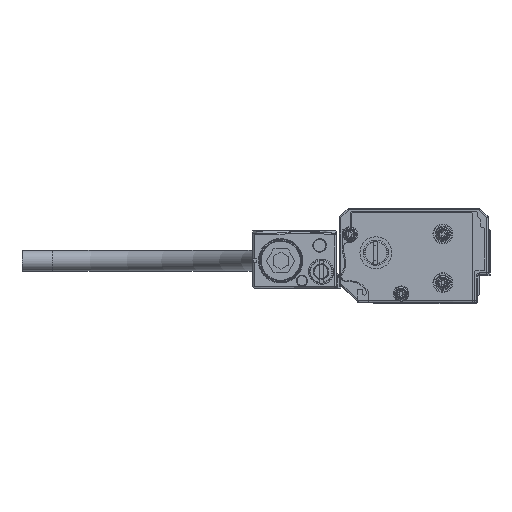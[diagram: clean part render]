
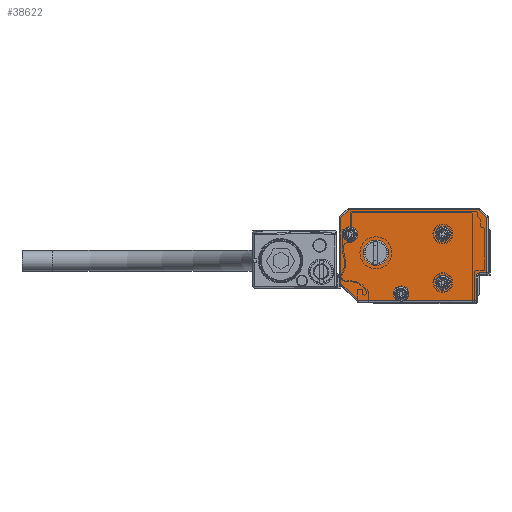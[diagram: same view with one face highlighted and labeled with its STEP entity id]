
A CAD part, left-side view. The second image highlights one B-rep face of the part: STEP entity #38622.
In plain terms, the highlighted planar face has unit normal (-1, 0, 0).
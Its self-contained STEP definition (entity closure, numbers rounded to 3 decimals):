
#38407=AXIS2_PLACEMENT_3D('Circle Axis2P3D',#38405,#38406,$) ;
#38435=AXIS2_PLACEMENT_3D('Circle Axis2P3D',#38433,#38434,$) ;
#38450=AXIS2_PLACEMENT_3D('Plane Axis2P3D',#38447,#38448,#38449) ;
#38454=AXIS2_PLACEMENT_3D('Circle Axis2P3D',#38452,#38453,$) ;
#38461=AXIS2_PLACEMENT_3D('Circle Axis2P3D',#38459,#38460,$) ;
#38468=AXIS2_PLACEMENT_3D('Circle Axis2P3D',#38466,#38467,$) ;
#38480=AXIS2_PLACEMENT_3D('Circle Axis2P3D',#38478,#38479,$) ;
#38552=AXIS2_PLACEMENT_3D('Circle Axis2P3D',#38550,#38551,$) ;
#38561=AXIS2_PLACEMENT_3D('Circle Axis2P3D',#38559,#38560,$) ;
#38570=AXIS2_PLACEMENT_3D('Circle Axis2P3D',#38568,#38569,$) ;
#38579=AXIS2_PLACEMENT_3D('Circle Axis2P3D',#38577,#38578,$) ;
#38588=AXIS2_PLACEMENT_3D('Circle Axis2P3D',#38586,#38587,$) ;
#38597=AXIS2_PLACEMENT_3D('Circle Axis2P3D',#38595,#38596,$) ;
#38606=AXIS2_PLACEMENT_3D('Circle Axis2P3D',#38604,#38605,$) ;
#38615=AXIS2_PLACEMENT_3D('Circle Axis2P3D',#38613,#38614,$) ;
#33245=CARTESIAN_POINT('Vertex',(-773.,8.4,-1.)) ;
#33247=CARTESIAN_POINT('Vertex',(-773.,7.,-1.)) ;
#33250=CARTESIAN_POINT('Line Origine',(-773.,3.5,-1.)) ;
#33254=CARTESIAN_POINT('Vertex',(-773.,21.793,-1.)) ;
#33266=CARTESIAN_POINT('Vertex',(-773.,-17.,-1.)) ;
#33269=CARTESIAN_POINT('Line Origine',(-773.,3.5,-1.)) ;
#38405=CARTESIAN_POINT('Axis2P3D Location',(-773.,7.7,1.4)) ;
#38409=CARTESIAN_POINT('Vertex',(-773.,5.2,1.4)) ;
#38430=CARTESIAN_POINT('Vertex',(-773.,9.894,0.201)) ;
#38433=CARTESIAN_POINT('Axis2P3D Location',(-773.,7.7,1.4)) ;
#38447=CARTESIAN_POINT('Axis2P3D Location',(-773.,-21.5,13.5)) ;
#38452=CARTESIAN_POINT('Axis2P3D Location',(-773.,7.7,1.4)) ;
#38456=CARTESIAN_POINT('Vertex',(-773.,10.2,1.4)) ;
#38459=CARTESIAN_POINT('Axis2P3D Location',(-773.,7.7,1.4)) ;
#38463=CARTESIAN_POINT('Vertex',(-773.,5.506,2.599)) ;
#38466=CARTESIAN_POINT('Axis2P3D Location',(-773.,7.7,1.4)) ;
#38471=CARTESIAN_POINT('Line Origine',(-773.,-17.,3.1)) ;
#38475=CARTESIAN_POINT('Vertex',(-773.,-17.,7.2)) ;
#38478=CARTESIAN_POINT('Axis2P3D Location',(-773.,-18.,7.2)) ;
#38482=CARTESIAN_POINT('Vertex',(-773.,-18.,8.2)) ;
#38485=CARTESIAN_POINT('Line Origine',(-773.,-19.25,8.2)) ;
#38489=CARTESIAN_POINT('Vertex',(-773.,-20.5,8.2)) ;
#38492=CARTESIAN_POINT('Line Origine',(-773.,-20.5,17.246)) ;
#38496=CARTESIAN_POINT('Vertex',(-773.,-20.5,26.293)) ;
#38499=CARTESIAN_POINT('Line Origine',(-773.,-19.146,27.646)) ;
#38503=CARTESIAN_POINT('Vertex',(-773.,-17.793,29.)) ;
#38506=CARTESIAN_POINT('Line Origine',(-773.,3.5,29.)) ;
#38510=CARTESIAN_POINT('Vertex',(-773.,24.793,29.)) ;
#38513=CARTESIAN_POINT('Line Origine',(-773.,26.146,27.646)) ;
#38517=CARTESIAN_POINT('Vertex',(-773.,27.5,26.293)) ;
#38520=CARTESIAN_POINT('Line Origine',(-773.,27.5,15.5)) ;
#38524=CARTESIAN_POINT('Vertex',(-773.,27.5,4.707)) ;
#38527=CARTESIAN_POINT('Line Origine',(-773.,24.646,1.854)) ;
#38550=CARTESIAN_POINT('Axis2P3D Location',(-773.,-6.,5.)) ;
#38554=CARTESIAN_POINT('Vertex',(-773.,-3.806,3.801)) ;
#38556=CARTESIAN_POINT('Vertex',(-773.,-8.194,6.199)) ;
#38559=CARTESIAN_POINT('Axis2P3D Location',(-773.,-6.,5.)) ;
#38568=CARTESIAN_POINT('Axis2P3D Location',(-773.,16.,14.8)) ;
#38572=CARTESIAN_POINT('Vertex',(-773.,11.85,14.8)) ;
#38574=CARTESIAN_POINT('Vertex',(-773.,20.15,14.8)) ;
#38577=CARTESIAN_POINT('Axis2P3D Location',(-773.,16.,14.8)) ;
#38586=CARTESIAN_POINT('Axis2P3D Location',(-773.,-6.,21.)) ;
#38590=CARTESIAN_POINT('Vertex',(-773.,-8.194,22.199)) ;
#38592=CARTESIAN_POINT('Vertex',(-773.,-3.806,19.801)) ;
#38595=CARTESIAN_POINT('Axis2P3D Location',(-773.,-6.,21.)) ;
#38604=CARTESIAN_POINT('Axis2P3D Location',(-773.,24.5,20.9)) ;
#38608=CARTESIAN_POINT('Vertex',(-773.,22.306,22.099)) ;
#38610=CARTESIAN_POINT('Vertex',(-773.,26.694,19.701)) ;
#38613=CARTESIAN_POINT('Axis2P3D Location',(-773.,24.5,20.9)) ;
#33251=DIRECTION('Vector Direction',(0.,1.,0.)) ;
#33270=DIRECTION('Vector Direction',(0.,1.,0.)) ;
#38406=DIRECTION('Axis2P3D Direction',(-1.,0.,0.)) ;
#38434=DIRECTION('Axis2P3D Direction',(-1.,0.,0.)) ;
#38448=DIRECTION('Axis2P3D Direction',(1.,0.,0.)) ;
#38449=DIRECTION('Axis2P3D XDirection',(0.,1.,0.)) ;
#38453=DIRECTION('Axis2P3D Direction',(1.,0.,0.)) ;
#38460=DIRECTION('Axis2P3D Direction',(1.,0.,0.)) ;
#38467=DIRECTION('Axis2P3D Direction',(1.,0.,0.)) ;
#38472=DIRECTION('Vector Direction',(0.,0.,1.)) ;
#38479=DIRECTION('Axis2P3D Direction',(1.,0.,0.)) ;
#38486=DIRECTION('Vector Direction',(0.,-1.,0.)) ;
#38493=DIRECTION('Vector Direction',(0.,0.,1.)) ;
#38500=DIRECTION('Vector Direction',(0.,-0.707,-0.707)) ;
#38507=DIRECTION('Vector Direction',(0.,1.,0.)) ;
#38514=DIRECTION('Vector Direction',(0.,0.707,-0.707)) ;
#38521=DIRECTION('Vector Direction',(0.,0.,-1.)) ;
#38528=DIRECTION('Vector Direction',(0.,-0.707,-0.707)) ;
#38551=DIRECTION('Axis2P3D Direction',(1.,0.,0.)) ;
#38560=DIRECTION('Axis2P3D Direction',(1.,0.,0.)) ;
#38569=DIRECTION('Axis2P3D Direction',(1.,0.,0.)) ;
#38578=DIRECTION('Axis2P3D Direction',(1.,0.,0.)) ;
#38587=DIRECTION('Axis2P3D Direction',(1.,0.,0.)) ;
#38596=DIRECTION('Axis2P3D Direction',(1.,0.,0.)) ;
#38605=DIRECTION('Axis2P3D Direction',(1.,0.,0.)) ;
#38614=DIRECTION('Axis2P3D Direction',(1.,0.,0.)) ;
#33252=VECTOR('Line Direction',#33251,1.) ;
#33271=VECTOR('Line Direction',#33270,1.) ;
#38473=VECTOR('Line Direction',#38472,1.) ;
#38487=VECTOR('Line Direction',#38486,1.) ;
#38494=VECTOR('Line Direction',#38493,1.) ;
#38501=VECTOR('Line Direction',#38500,1.) ;
#38508=VECTOR('Line Direction',#38507,1.) ;
#38515=VECTOR('Line Direction',#38514,1.) ;
#38522=VECTOR('Line Direction',#38521,1.) ;
#38529=VECTOR('Line Direction',#38528,1.) ;
#38533=ORIENTED_EDGE('',*,*,#38437,.T.) ;
#38534=ORIENTED_EDGE('',*,*,#38458,.T.) ;
#38535=ORIENTED_EDGE('',*,*,#38465,.T.) ;
#38536=ORIENTED_EDGE('',*,*,#38470,.T.) ;
#38537=ORIENTED_EDGE('',*,*,#38411,.T.) ;
#38538=ORIENTED_EDGE('',*,*,#33273,.F.) ;
#38539=ORIENTED_EDGE('',*,*,#38477,.F.) ;
#38540=ORIENTED_EDGE('',*,*,#38484,.F.) ;
#38541=ORIENTED_EDGE('',*,*,#38491,.F.) ;
#38542=ORIENTED_EDGE('',*,*,#38498,.F.) ;
#38543=ORIENTED_EDGE('',*,*,#38505,.F.) ;
#38544=ORIENTED_EDGE('',*,*,#38512,.F.) ;
#38545=ORIENTED_EDGE('',*,*,#38519,.F.) ;
#38546=ORIENTED_EDGE('',*,*,#38526,.F.) ;
#38547=ORIENTED_EDGE('',*,*,#38531,.F.) ;
#38548=ORIENTED_EDGE('',*,*,#33256,.F.) ;
#38565=ORIENTED_EDGE('',*,*,#38558,.T.) ;
#38566=ORIENTED_EDGE('',*,*,#38563,.T.) ;
#38583=ORIENTED_EDGE('',*,*,#38576,.T.) ;
#38584=ORIENTED_EDGE('',*,*,#38581,.T.) ;
#38601=ORIENTED_EDGE('',*,*,#38594,.T.) ;
#38602=ORIENTED_EDGE('',*,*,#38599,.T.) ;
#38619=ORIENTED_EDGE('',*,*,#38612,.T.) ;
#38620=ORIENTED_EDGE('',*,*,#38617,.T.) ;
#38567=FACE_BOUND('',#38564,.T.) ;
#38585=FACE_BOUND('',#38582,.T.) ;
#38603=FACE_BOUND('',#38600,.T.) ;
#38621=FACE_BOUND('',#38618,.T.) ;
#38622=ADVANCED_FACE('\X2\FF8AFF9FFF70FF82\X0\ \X2\FF8EFF9EFF83FF9EFF68FF70\X0\',(#38549,#38567,#38585,#38603,#38621),#38451,.F.) ;
#38408=CIRCLE('generated circle',#38407,2.5) ;
#38436=CIRCLE('generated circle',#38435,2.5) ;
#38455=CIRCLE('generated circle',#38454,2.5) ;
#38462=CIRCLE('generated circle',#38461,2.5) ;
#38469=CIRCLE('generated circle',#38468,2.5) ;
#38481=CIRCLE('generated circle',#38480,1.) ;
#38553=CIRCLE('generated circle',#38552,2.5) ;
#38562=CIRCLE('generated circle',#38561,2.5) ;
#38571=CIRCLE('generated circle',#38570,4.15) ;
#38580=CIRCLE('generated circle',#38579,4.15) ;
#38589=CIRCLE('generated circle',#38588,2.5) ;
#38598=CIRCLE('generated circle',#38597,2.5) ;
#38607=CIRCLE('generated circle',#38606,2.5) ;
#38616=CIRCLE('generated circle',#38615,2.5) ;
#33256=EDGE_CURVE('',#33246,#33255,#33253,.T.) ;
#33273=EDGE_CURVE('',#33267,#33248,#33272,.T.) ;
#38411=EDGE_CURVE('',#38410,#33248,#38408,.F.) ;
#38437=EDGE_CURVE('',#33246,#38431,#38436,.F.) ;
#38458=EDGE_CURVE('',#38431,#38457,#38455,.T.) ;
#38465=EDGE_CURVE('',#38457,#38464,#38462,.T.) ;
#38470=EDGE_CURVE('',#38464,#38410,#38469,.T.) ;
#38477=EDGE_CURVE('',#38476,#33267,#38474,.F.) ;
#38484=EDGE_CURVE('',#38483,#38476,#38481,.F.) ;
#38491=EDGE_CURVE('',#38490,#38483,#38488,.F.) ;
#38498=EDGE_CURVE('',#38497,#38490,#38495,.F.) ;
#38505=EDGE_CURVE('',#38504,#38497,#38502,.T.) ;
#38512=EDGE_CURVE('',#38511,#38504,#38509,.F.) ;
#38519=EDGE_CURVE('',#38518,#38511,#38516,.F.) ;
#38526=EDGE_CURVE('',#38525,#38518,#38523,.F.) ;
#38531=EDGE_CURVE('',#33255,#38525,#38530,.F.) ;
#38558=EDGE_CURVE('',#38555,#38557,#38553,.T.) ;
#38563=EDGE_CURVE('',#38557,#38555,#38562,.T.) ;
#38576=EDGE_CURVE('',#38573,#38575,#38571,.T.) ;
#38581=EDGE_CURVE('',#38575,#38573,#38580,.T.) ;
#38594=EDGE_CURVE('',#38591,#38593,#38589,.T.) ;
#38599=EDGE_CURVE('',#38593,#38591,#38598,.T.) ;
#38612=EDGE_CURVE('',#38609,#38611,#38607,.T.) ;
#38617=EDGE_CURVE('',#38611,#38609,#38616,.T.) ;
#38532=EDGE_LOOP('',(#38533,#38534,#38535,#38536,#38537,#38538,#38539,#38540,#38541,#38542,#38543,#38544,#38545,#38546,#38547,#38548)) ;
#38564=EDGE_LOOP('',(#38565,#38566)) ;
#38582=EDGE_LOOP('',(#38583,#38584)) ;
#38600=EDGE_LOOP('',(#38601,#38602)) ;
#38618=EDGE_LOOP('',(#38619,#38620)) ;
#38549=FACE_OUTER_BOUND('',#38532,.T.) ;
#33253=LINE('Line',#33250,#33252) ;
#33272=LINE('Line',#33269,#33271) ;
#38474=LINE('Line',#38471,#38473) ;
#38488=LINE('Line',#38485,#38487) ;
#38495=LINE('Line',#38492,#38494) ;
#38502=LINE('Line',#38499,#38501) ;
#38509=LINE('Line',#38506,#38508) ;
#38516=LINE('Line',#38513,#38515) ;
#38523=LINE('Line',#38520,#38522) ;
#38530=LINE('Line',#38527,#38529) ;
#38451=PLANE('Plane',#38450) ;
#33246=VERTEX_POINT('',#33245) ;
#33248=VERTEX_POINT('',#33247) ;
#33255=VERTEX_POINT('',#33254) ;
#33267=VERTEX_POINT('',#33266) ;
#38410=VERTEX_POINT('',#38409) ;
#38431=VERTEX_POINT('',#38430) ;
#38457=VERTEX_POINT('',#38456) ;
#38464=VERTEX_POINT('',#38463) ;
#38476=VERTEX_POINT('',#38475) ;
#38483=VERTEX_POINT('',#38482) ;
#38490=VERTEX_POINT('',#38489) ;
#38497=VERTEX_POINT('',#38496) ;
#38504=VERTEX_POINT('',#38503) ;
#38511=VERTEX_POINT('',#38510) ;
#38518=VERTEX_POINT('',#38517) ;
#38525=VERTEX_POINT('',#38524) ;
#38555=VERTEX_POINT('',#38554) ;
#38557=VERTEX_POINT('',#38556) ;
#38573=VERTEX_POINT('',#38572) ;
#38575=VERTEX_POINT('',#38574) ;
#38591=VERTEX_POINT('',#38590) ;
#38593=VERTEX_POINT('',#38592) ;
#38609=VERTEX_POINT('',#38608) ;
#38611=VERTEX_POINT('',#38610) ;
